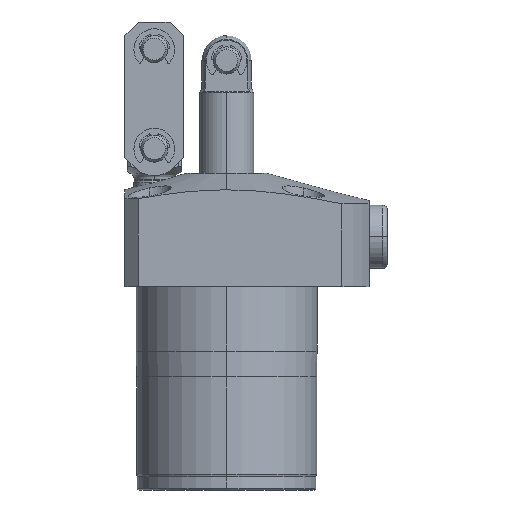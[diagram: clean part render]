
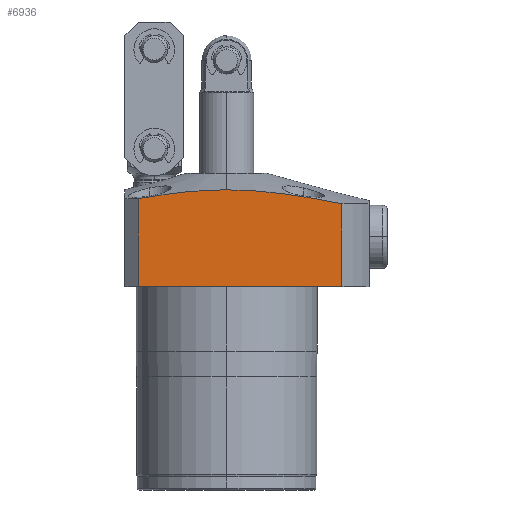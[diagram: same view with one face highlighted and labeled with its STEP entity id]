
A CAD part, left-side view. The second image highlights one B-rep face of the part: STEP entity #6936.
In plain terms, the highlighted planar face has unit normal (-1, 0, 0).
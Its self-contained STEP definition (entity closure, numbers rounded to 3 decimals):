
#380 = CARTESIAN_POINT ( 'NONE',  ( -22.5, 19.5, 19.434 ) ) ;
#381 = CARTESIAN_POINT ( 'NONE',  ( -22.5, 16.278, 19.999 ) ) ;
#382 = CARTESIAN_POINT ( 'NONE',  ( -22.5, 13.041, 20.49 ) ) ;
#383 = CARTESIAN_POINT ( 'NONE',  ( -22.5, 8.139, 21.013 ) ) ;
#384 = CARTESIAN_POINT ( 'NONE',  ( -22.5, 6.507, 21.15 ) ) ;
#385 = CARTESIAN_POINT ( 'NONE',  ( -22.5, 3.249, 21.335 ) ) ;
#386 = CARTESIAN_POINT ( 'NONE',  ( -22.5, 1.623, 21.383 ) ) ;
#387 = CARTESIAN_POINT ( 'NONE',  ( -22.5, 0., 21.383 ) ) ;
#392 = LINE ( 'NONE', #393, #1011 ) ;
#393 = CARTESIAN_POINT ( 'NONE',  ( -22.5, -25.49, 40. ) ) ;
#394 = DIRECTION ( 'NONE',  ( 0., 0., -1. ) ) ;
#422 = LINE ( 'NONE', #423, #1001 ) ;
#423 = CARTESIAN_POINT ( 'NONE',  ( -22.5, 0., 0. ) ) ;
#424 = DIRECTION ( 'NONE',  ( 0., 1., 0. ) ) ;
#454 = CARTESIAN_POINT ( 'NONE',  ( -22.5, 0., 21.383 ) ) ;
#455 = CARTESIAN_POINT ( 'NONE',  ( -22.5, -2.142, 21.383 ) ) ;
#456 = CARTESIAN_POINT ( 'NONE',  ( -22.5, -4.278, 21.299 ) ) ;
#457 = CARTESIAN_POINT ( 'NONE',  ( -22.5, -8.54, 20.986 ) ) ;
#458 = CARTESIAN_POINT ( 'NONE',  ( -22.5, -10.666, 20.758 ) ) ;
#459 = CARTESIAN_POINT ( 'NONE',  ( -22.5, -14.911, 20.196 ) ) ;
#460 = CARTESIAN_POINT ( 'NONE',  ( -22.5, -17.03, 19.863 ) ) ;
#461 = CARTESIAN_POINT ( 'NONE',  ( -22.5, -21.263, 19.128 ) ) ;
#462 = CARTESIAN_POINT ( 'NONE',  ( -22.5, -23.379, 18.725 ) ) ;
#463 = CARTESIAN_POINT ( 'NONE',  ( -22.5, -25.49, 18.301 ) ) ;
#1001 = VECTOR ( 'NONE', #424, 1000. ) ;
#1011 = VECTOR ( 'NONE', #394, 1000. ) ;
#1081 = VECTOR ( 'NONE', #2055, 1000. ) ;
#1917 = ORIENTED_EDGE ( 'NONE', *, *, #6858, .F. ) ;
#1918 = ORIENTED_EDGE ( 'NONE', *, *, #6879, .F. ) ;
#1919 = ORIENTED_EDGE ( 'NONE', *, *, #5761, .T. ) ;
#1920 = ORIENTED_EDGE ( 'NONE', *, *, #6856, .F. ) ;
#1921 = ORIENTED_EDGE ( 'NONE', *, *, #6868, .F. ) ;
#2053 = LINE ( 'NONE', #2054, #1081 ) ;
#2054 = CARTESIAN_POINT ( 'NONE',  ( -22.5, 19.5, -45. ) ) ;
#2055 = DIRECTION ( 'NONE',  ( 0., 0., -1. ) ) ;
#2921 = PLANE ( 'NONE',  #5294 ) ;
#2922 = CARTESIAN_POINT ( 'NONE',  ( -22.5, -31.5, -45. ) ) ;
#2923 = DIRECTION ( 'NONE',  ( 1., 0., 0. ) ) ;
#2924 = DIRECTION ( 'NONE',  ( 0., 0., -1. ) ) ;
#4464 = CARTESIAN_POINT ( 'NONE',  ( -22.5, 19.5, 19.434 ) ) ;
#4465 = CARTESIAN_POINT ( 'NONE',  ( -22.5, 0., 21.383 ) ) ;
#4466 = CARTESIAN_POINT ( 'NONE',  ( -22.5, -25.49, 18.301 ) ) ;
#4468 = CARTESIAN_POINT ( 'NONE',  ( -22.5, -25.49, 0. ) ) ;
#4470 = CARTESIAN_POINT ( 'NONE',  ( -22.5, 19.5, 0. ) ) ;
#5294 = AXIS2_PLACEMENT_3D ( 'NONE', #2922, #2923, #2924 ) ;
#5297 = FACE_OUTER_BOUND ( 'NONE', #6193, .T. ) ;
#5470 = B_SPLINE_CURVE_WITH_KNOTS ( 'NONE', 3,
 ( #380, #381, #382, #383, #384, #385, #386, #387 ),
 .UNSPECIFIED., .F., .F.,
 ( 4, 2, 2, 4 ),
 ( 0.045, 0.055, 0.059, 0.064 ),
 .UNSPECIFIED. ) ;
#5472 = B_SPLINE_CURVE_WITH_KNOTS ( 'NONE', 3,
 ( #454, #455, #456, #457, #458, #459, #460, #461, #462, #463 ),
 .UNSPECIFIED., .F., .F.,
 ( 4, 2, 2, 2, 4 ),
 ( 0.064, 0.071, 0.077, 0.084, 0.09 ),
 .UNSPECIFIED. ) ;
#5761 = EDGE_CURVE ( 'NONE', #7818, #7824, #2053, .T. ) ;
#6193 = EDGE_LOOP ( 'NONE', ( #1920, #1919, #1921, #1917, #1918 ) ) ;
#6856 = EDGE_CURVE ( 'NONE', #7818, #7819, #5470, .T. ) ;
#6858 = EDGE_CURVE ( 'NONE', #7820, #7822, #392, .T. ) ;
#6868 = EDGE_CURVE ( 'NONE', #7822, #7824, #422, .T. ) ;
#6879 = EDGE_CURVE ( 'NONE', #7819, #7820, #5472, .T. ) ;
#6936 = ADVANCED_FACE ( 'NONE', ( #5297 ), #2921, .F. ) ;
#7818 = VERTEX_POINT ( 'NONE', #4464 ) ;
#7819 = VERTEX_POINT ( 'NONE', #4465 ) ;
#7820 = VERTEX_POINT ( 'NONE', #4466 ) ;
#7822 = VERTEX_POINT ( 'NONE', #4468 ) ;
#7824 = VERTEX_POINT ( 'NONE', #4470 ) ;
